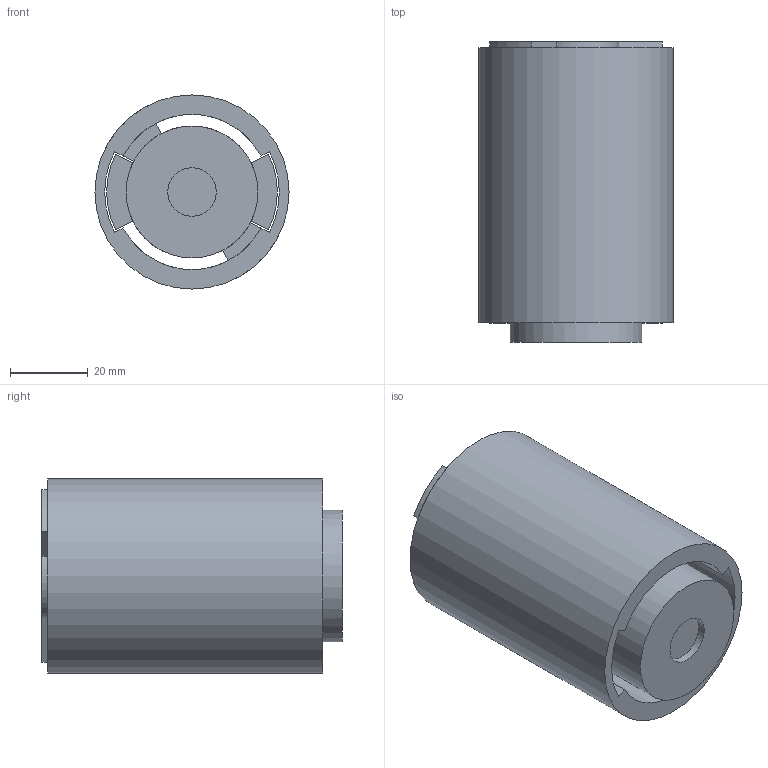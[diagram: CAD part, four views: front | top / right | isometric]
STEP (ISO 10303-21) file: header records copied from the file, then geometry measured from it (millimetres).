
FILE_DESCRIPTION(/* description */ (''),/* implementation_level */ '2;1');
FILE_NAME(/* name */ 'LatchMech v3.step',/* time_stamp */ '2023-09-28T22:50:06-04:00',/* author */ (''),/* organization */ (''),/* preprocessor_version */ 'ST-DEVELOPER v20',/* originating_system */ 'Autodesk Translation Framework v12.14.0.127',/* authorisation */ '');
FILE_SCHEMA (('AUTOMOTIVE_DESIGN { 1 0 10303 214 3 1 1 }'));
Length unit declared in the file: millimetre
Products named in the file (2): LatchMech; Estes_C6-5_Motor
Assembly tree (1 placements, depth 2):
  LatchMech
    Estes_C6-5_Motor
Bounding box: 50.05 x 77.5 x 50.05 mm (x, y, z)
Volume: 97886.7 mm3; surface area: 41659 mm2
Topology: 4 solids, 4 shells, 54 faces, 132 edges, 88 vertices
Faces by surface type: plane 34, cylinder 20
Full cylindrical faces by diameter (mm): 12.5 x2, 18 x1, 19 x2, 22 x1, 34 x1, 50.05 x1
Entity records: 1679 total; most frequent: DIRECTION 298, CARTESIAN_POINT 277, ORIENTED_EDGE 264, EDGE_CURVE 132, AXIS2_PLACEMENT_3D 109, VERTEX_POINT 88, LINE 80, VECTOR 80
